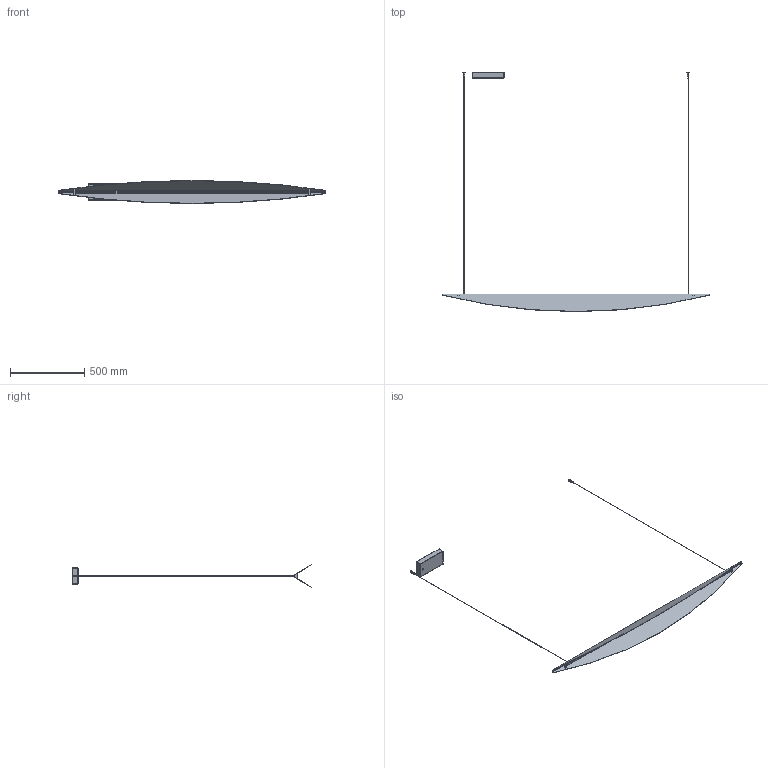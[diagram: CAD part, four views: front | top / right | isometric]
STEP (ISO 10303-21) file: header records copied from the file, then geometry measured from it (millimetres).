
FILE_DESCRIPTION (( 'STEP AP203' ), '1' );
FILE_NAME ('05002 ALBA 180.STEP', '2022-10-28T09:52:14', ( '' ), ( '' ), 'SwSTEP 2.0', 'SolidWorks 2022', '' );
FILE_SCHEMA (( 'CONFIG_CONTROL_DESIGN' ));
Length unit declared in the file: millimetre
Products named in the file (13): LED 180^05002 ALBA 180_semplificata x 3D; ELED215_corto x 180; fune acciaio_cavo 1,2 1500; MMNT079_Con finalino blocco; MLMR256; 05002 ALBA 180; saliscendi; MSCT100_DefaultSviluppo; ELED215_medio x 180; MMNT080; EPFA101; ELED163_grande 180; ELED215_lungo x 180
Assembly tree (15 placements, depth 3):
  05002 ALBA 180
    MLMR256
    EPFA101  x2
    LED 180^05002 ALBA 180_semplificata x 3D
      ELED215_lungo x 180
      ELED215_corto x 180
      ELED215_medio x 180
      ELED163_grande 180
    fune acciaio_cavo 1,2 1500  x2
    MSCT100_DefaultSviluppo
    saliscendi  x2
      MMNT079_Con finalino blocco
      MMNT080
Bounding box: 1800 x 1613.85 x 155.64 mm (x, y, z)
Volume: 850925.1 mm3; surface area: 946293.5 mm2
Topology: 14 solids, 14 shells, 371 faces, 927 edges, 594 vertices
Faces by surface type: cylinder 167, plane 164, bspline 24, torus 8, cone 8
Entity records: 11754 total; most frequent: CARTESIAN_POINT 2431, DIRECTION 1655, ORIENTED_EDGE 1626, EDGE_CURVE 813, AXIS2_PLACEMENT_3D 582, VERTEX_POINT 522, VECTOR 491, LINE 491
